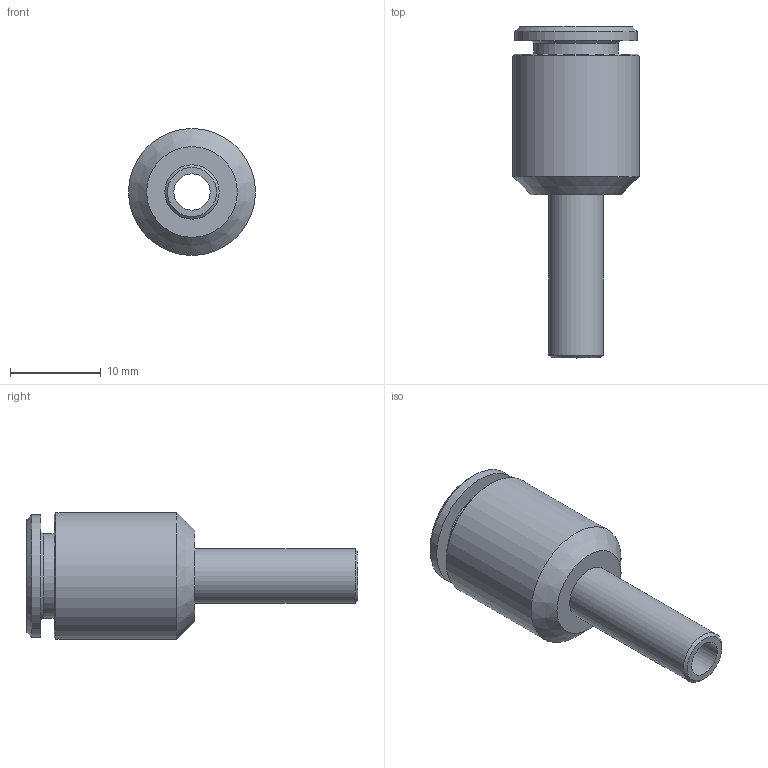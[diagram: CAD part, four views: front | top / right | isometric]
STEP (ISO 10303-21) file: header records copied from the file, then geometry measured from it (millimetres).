
FILE_DESCRIPTION( ( 'STEP AP214' ), '1' );
FILE_NAME( 'psolqas_17872_0.stp', '2021-03-04T17:10:09', ( 'License CC BY-ND 4.0' ), ( 'CADENAS' ), ' ', 'PARTsolutions', ' ' );
FILE_SCHEMA( ( 'AUTOMOTIVE_DESIGN { 1 0 10303 214 1 1 1 1 }' ) );
Length unit declared in the file: metre
Products named in the file (1): Rivoluzione1
Bounding box: 14 x 36.6 x 14 mm (x, y, z)
Volume: 2011.4 mm3; surface area: 2151.9 mm2
Topology: 1 solids, 1 shells, 177 faces, 449 edges, 298 vertices
Faces by surface type: plane 97, bspline 68, cone 6, cylinder 6
Full cylindrical faces by diameter (mm): 4 x1, 6 x1, 8.15 x1, 9.3 x1, 13.5 x1, 14 x1
Entity records: 10323 total; most frequent: CARTESIAN_POINT 5121, ORIENTED_EDGE 870, DIRECTION 537, EDGE_CURVE 435, VERTEX_POINT 296, LINE 281, VECTOR 281, EDGE_LOOP 215
